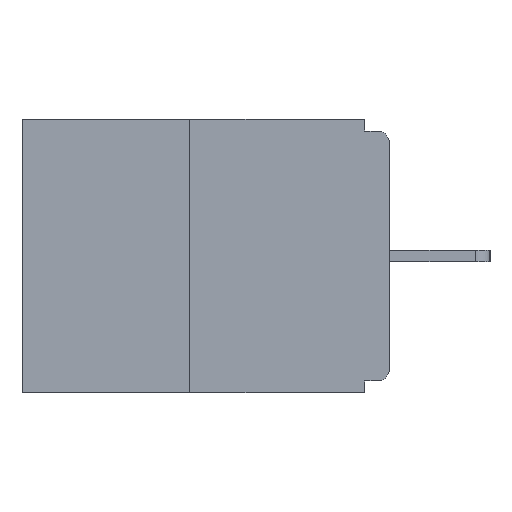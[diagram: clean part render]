
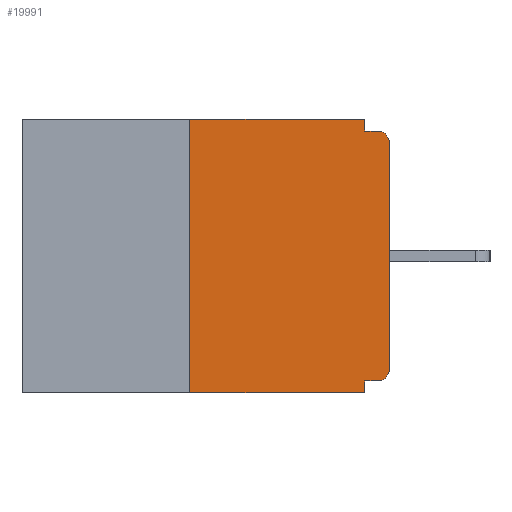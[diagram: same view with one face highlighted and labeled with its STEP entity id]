
A CAD part, left-side view. The second image highlights one B-rep face of the part: STEP entity #19991.
In plain terms, the highlighted planar face has unit normal (-1, 0, 0).
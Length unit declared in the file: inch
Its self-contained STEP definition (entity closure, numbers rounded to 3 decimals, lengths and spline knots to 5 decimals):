
#68 = LINE ( 'NONE', #21459, #21511 ) ;
#73 = DIRECTION ( 'NONE',  ( -1., 0., 0. ) ) ;
#199 = FACE_OUTER_BOUND ( 'NONE', #4002, .T. ) ;
#265 = CARTESIAN_POINT ( 'NONE',  ( 0., 0.031, -0.328 ) ) ;
#1554 = CARTESIAN_POINT ( 'NONE',  ( 0., 0., -0.328 ) ) ;
#2293 = ORIENTED_EDGE ( 'NONE', *, *, #22545, .F. ) ;
#2353 = EDGE_CURVE ( 'NONE', #22751, #9104, #68, .T. ) ;
#2363 = CARTESIAN_POINT ( 'NONE',  ( 0., 0.031, 0. ) ) ;
#2434 = CIRCLE ( 'NONE', #6239, 0.015 ) ;
#2613 = VERTEX_POINT ( 'NONE', #21399 ) ;
#2644 = DIRECTION ( 'NONE',  ( 0., 0., 1. ) ) ;
#2774 = AXIS2_PLACEMENT_3D ( 'NONE', #22927, #19256, #4866 ) ;
#3068 = EDGE_CURVE ( 'NONE', #16967, #3867, #6567, .T. ) ;
#3346 = DIRECTION ( 'NONE',  ( 0., 1., 0. ) ) ;
#3701 = LINE ( 'NONE', #1554, #10782 ) ;
#3782 = VERTEX_POINT ( 'NONE', #3995 ) ;
#3867 = VERTEX_POINT ( 'NONE', #14812 ) ;
#3995 = CARTESIAN_POINT ( 'NONE',  ( 0., 0., -0.313 ) ) ;
#4002 = EDGE_LOOP ( 'NONE', ( #2293, #12530, #10237, #15011, #6445, #23017, #18763, #8172, #23432, #16431 ) ) ;
#4828 = CARTESIAN_POINT ( 'NONE',  ( 0., 0., 0. ) ) ;
#4846 = VECTOR ( 'NONE', #15767, 39.37008 ) ;
#4866 = DIRECTION ( 'NONE',  ( 0., 0., -1. ) ) ;
#5049 = VERTEX_POINT ( 'NONE', #20516 ) ;
#5770 = CARTESIAN_POINT ( 'NONE',  ( 0., 0.46, 0. ) ) ;
#5876 = VECTOR ( 'NONE', #2644, 39.37008 ) ;
#5966 = LINE ( 'NONE', #20479, #16705 ) ;
#6239 = AXIS2_PLACEMENT_3D ( 'NONE', #7557, #73, #7669 ) ;
#6445 = ORIENTED_EDGE ( 'NONE', *, *, #15874, .F. ) ;
#6567 = CIRCLE ( 'NONE', #2774, 0.015 ) ;
#6806 = VERTEX_POINT ( 'NONE', #265 ) ;
#7247 = EDGE_CURVE ( 'NONE', #3782, #16967, #17892, .T. ) ;
#7557 = CARTESIAN_POINT ( 'NONE',  ( 0., 0.015, -0.313 ) ) ;
#7633 = CARTESIAN_POINT ( 'NONE',  ( 0., 0.031, -0.343 ) ) ;
#7669 = DIRECTION ( 'NONE',  ( 0., 0., -1. ) ) ;
#8119 = VECTOR ( 'NONE', #13080, 39.37008 ) ;
#8172 = ORIENTED_EDGE ( 'NONE', *, *, #3068, .T. ) ;
#8784 = LINE ( 'NONE', #19610, #11443 ) ;
#9104 = VERTEX_POINT ( 'NONE', #7633 ) ;
#9789 = CARTESIAN_POINT ( 'NONE',  ( 0., 0.25, 0. ) ) ;
#10129 = DIRECTION ( 'NONE',  ( 0., -1., 0. ) ) ;
#10186 = AXIS2_PLACEMENT_3D ( 'NONE', #5770, #21948, #13152 ) ;
#10237 = ORIENTED_EDGE ( 'NONE', *, *, #2353, .T. ) ;
#10436 = EDGE_CURVE ( 'NONE', #11153, #3867, #5966, .T. ) ;
#10782 = VECTOR ( 'NONE', #3346, 39.37008 ) ;
#10874 = EDGE_CURVE ( 'NONE', #6806, #9104, #11662, .T. ) ;
#11153 = VERTEX_POINT ( 'NONE', #14733 ) ;
#11443 = VECTOR ( 'NONE', #17831, 39.37008 ) ;
#11662 = LINE ( 'NONE', #20569, #13686 ) ;
#11719 = VERTEX_POINT ( 'NONE', #11842 ) ;
#11842 = CARTESIAN_POINT ( 'NONE',  ( 0., 0.25, 0. ) ) ;
#12530 = ORIENTED_EDGE ( 'NONE', *, *, #17540, .F. ) ;
#12743 = CARTESIAN_POINT ( 'NONE',  ( 0., 0., -0.03 ) ) ;
#13080 = DIRECTION ( 'NONE',  ( 0., 0., -1. ) ) ;
#13152 = DIRECTION ( 'NONE',  ( 0., 0., -1. ) ) ;
#13686 = VECTOR ( 'NONE', #21043, 39.37008 ) ;
#14733 = CARTESIAN_POINT ( 'NONE',  ( 0., 0.031, -0.015 ) ) ;
#14812 = CARTESIAN_POINT ( 'NONE',  ( 0., 0.015, -0.015 ) ) ;
#15011 = ORIENTED_EDGE ( 'NONE', *, *, #10874, .F. ) ;
#15767 = DIRECTION ( 'NONE',  ( 0., 0., 1. ) ) ;
#15874 = EDGE_CURVE ( 'NONE', #5049, #6806, #3701, .T. ) ;
#15997 = EDGE_CURVE ( 'NONE', #2613, #11153, #22218, .T. ) ;
#16245 = EDGE_CURVE ( 'NONE', #5049, #3782, #2434, .T. ) ;
#16431 = ORIENTED_EDGE ( 'NONE', *, *, #15997, .F. ) ;
#16705 = VECTOR ( 'NONE', #10129, 39.37008 ) ;
#16967 = VERTEX_POINT ( 'NONE', #12743 ) ;
#17540 = EDGE_CURVE ( 'NONE', #22751, #11719, #20607, .T. ) ;
#17831 = DIRECTION ( 'NONE',  ( 0., -1., 0. ) ) ;
#17892 = LINE ( 'NONE', #4828, #4846 ) ;
#18763 = ORIENTED_EDGE ( 'NONE', *, *, #7247, .T. ) ;
#19256 = DIRECTION ( 'NONE',  ( -1., 0., 0. ) ) ;
#19610 = CARTESIAN_POINT ( 'NONE',  ( 0., 0.46, 0. ) ) ;
#19917 = DIRECTION ( 'NONE',  ( 0., -1., 0. ) ) ;
#19991 = ADVANCED_FACE ( 'NONE', ( #199 ), #20290, .F. ) ;
#20290 = PLANE ( 'NONE',  #10186 ) ;
#20437 = CARTESIAN_POINT ( 'NONE',  ( 0., 0.25, -0.343 ) ) ;
#20479 = CARTESIAN_POINT ( 'NONE',  ( 0., 0., -0.015 ) ) ;
#20516 = CARTESIAN_POINT ( 'NONE',  ( 0., 0.015, -0.328 ) ) ;
#20569 = CARTESIAN_POINT ( 'NONE',  ( 0., 0.031, -0.343 ) ) ;
#20607 = LINE ( 'NONE', #9789, #5876 ) ;
#21043 = DIRECTION ( 'NONE',  ( 0., 0., -1. ) ) ;
#21399 = CARTESIAN_POINT ( 'NONE',  ( 0., 0.031, 0. ) ) ;
#21459 = CARTESIAN_POINT ( 'NONE',  ( 0., 0.46, -0.343 ) ) ;
#21511 = VECTOR ( 'NONE', #19917, 39.37008 ) ;
#21948 = DIRECTION ( 'NONE',  ( 1., 0., 0. ) ) ;
#22218 = LINE ( 'NONE', #2363, #8119 ) ;
#22545 = EDGE_CURVE ( 'NONE', #11719, #2613, #8784, .T. ) ;
#22751 = VERTEX_POINT ( 'NONE', #20437 ) ;
#22927 = CARTESIAN_POINT ( 'NONE',  ( 0., 0.015, -0.03 ) ) ;
#23017 = ORIENTED_EDGE ( 'NONE', *, *, #16245, .T. ) ;
#23432 = ORIENTED_EDGE ( 'NONE', *, *, #10436, .F. ) ;
